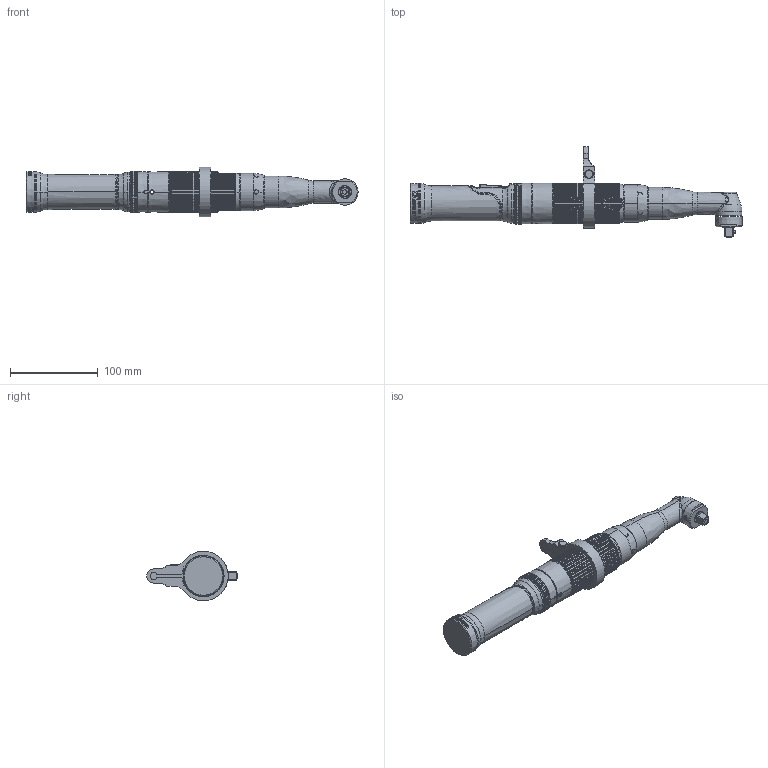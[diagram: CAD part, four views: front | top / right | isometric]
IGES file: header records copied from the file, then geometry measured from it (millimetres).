
Start section:  PTC IGES file: 18ea28am3_sw.igs
Global section: file name: 18ea28am3_sw.igs; native system: Pro/ENGINEER by Parametric Technology Corporation; preprocessor: 2006140; author: SmithS; organization: Unknown; date: 20070321.095605; units: inch
Bounding box: 379.39 x 103.22 x 56.48 mm (x, y, z)
Surface area: 72196.3 mm2 (no closed solid volume)
Topology: 0 solids, 0 shells, 897 faces, 4668 edges, 4666 vertices
Faces by surface type: revolution 450, bspline 447
